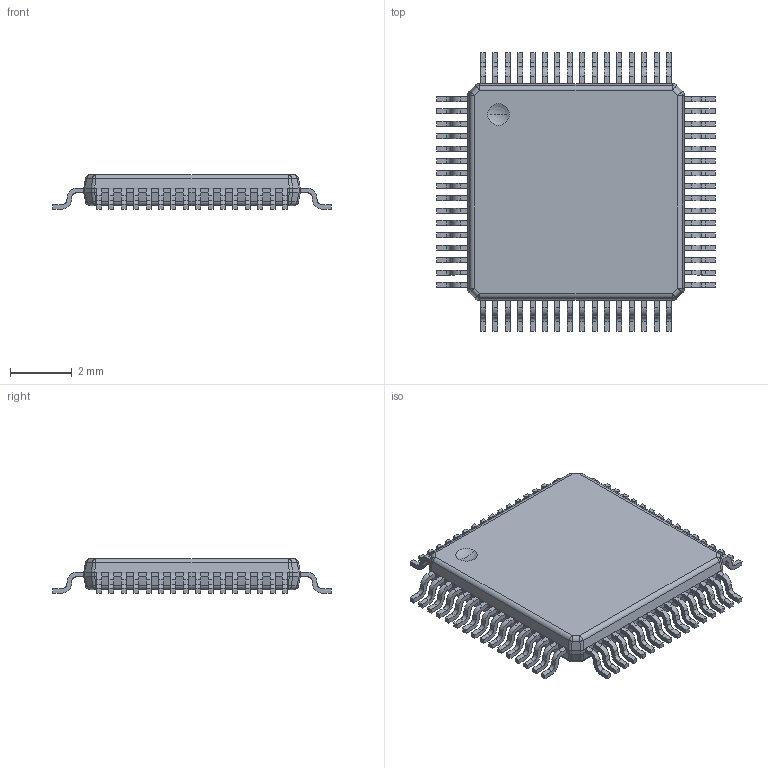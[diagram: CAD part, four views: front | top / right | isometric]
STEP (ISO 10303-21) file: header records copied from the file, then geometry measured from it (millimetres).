
FILE_DESCRIPTION((''),'2;1');
FILE_NAME('PVP0064A_ASM','2021-10-06T14:18:11',('a0412086'),(''),'CREO PARAMETRIC BY PTC INC, 2018500','CREO PARAMETRIC BY PTC INC, 2018500','');
FILE_SCHEMA(('CONFIG_CONTROL_DESIGN','SHAPE_APPEARANCE_LAYERS_GROUPS'));
Length unit declared in the file: millimetre
Products named in the file (4): BODY; LEAD-QFP; THERMAL_PAD; PVP0064A_ASM
Assembly tree (66 placements, depth 2):
  PVP0064A_ASM
    BODY
    LEAD-QFP  x64
    THERMAL_PAD
Bounding box: 9 x 9 x 1.12 mm (x, y, z)
Volume: 49.6 mm3; surface area: 205.8 mm2
Topology: 66 solids, 66 shells, 1015 faces, 2598 edges, 1715 vertices
Faces by surface type: plane 701, cylinder 296, sphere 18
Entity records: 5548 total; most frequent: CARTESIAN_POINT 886, DIRECTION 746, ORIENTED_EDGE 656, PRESENTATION_STYLE_ASSIGNMENT 331, STYLED_ITEM 331, CURVE_STYLE 328, EDGE_CURVE 328, AXIS2_PLACEMENT_3D 263
